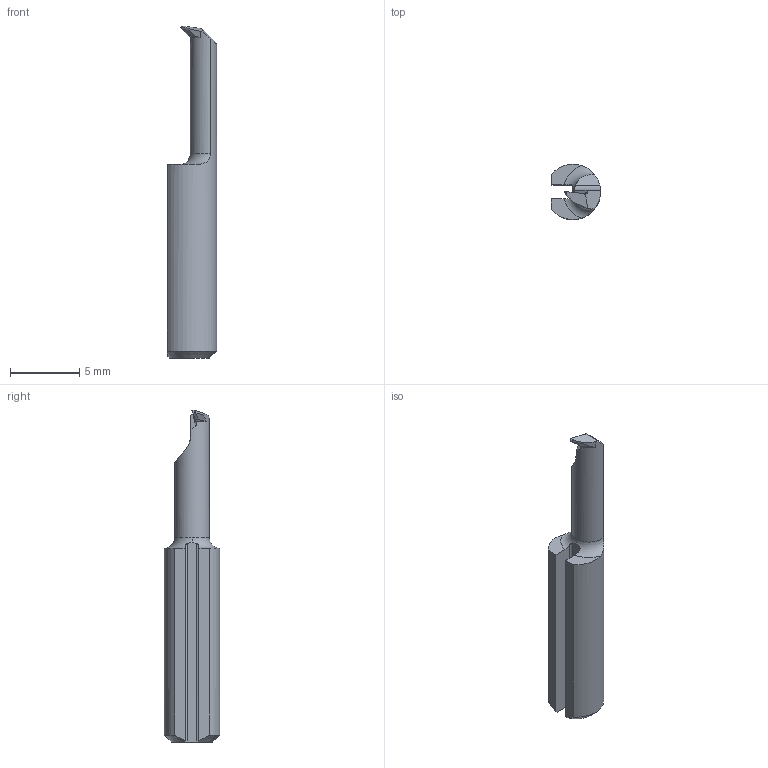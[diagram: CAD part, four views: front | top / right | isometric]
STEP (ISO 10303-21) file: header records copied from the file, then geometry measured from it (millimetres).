
FILE_DESCRIPTION (( 'STEP AP203' ), '1' );
FILE_NAME ('L047T3-10.step', '2024-09-12T12:25:47', ( '' ), ( '' ), 'SwSTEP 2.0', 'SolidWorks 2022', '' );
FILE_SCHEMA (( 'CONFIG_CONTROL_DESIGN' ));
Length unit declared in the file: millimetre
Products named in the file (1): L047T3-10
Bounding box: 3.55 x 4 x 24 mm (x, y, z)
Volume: 174 mm3; surface area: 293.8 mm2
Topology: 1 solids, 1 shells, 33 faces, 95 edges, 64 vertices
Faces by surface type: plane 18, cylinder 7, torus 5, bspline 2, cone 1
Entity records: 1327 total; most frequent: CARTESIAN_POINT 456, ORIENTED_EDGE 190, DIRECTION 135, EDGE_CURVE 95, VERTEX_POINT 64, AXIS2_PLACEMENT_3D 47, LINE 41, VECTOR 41
